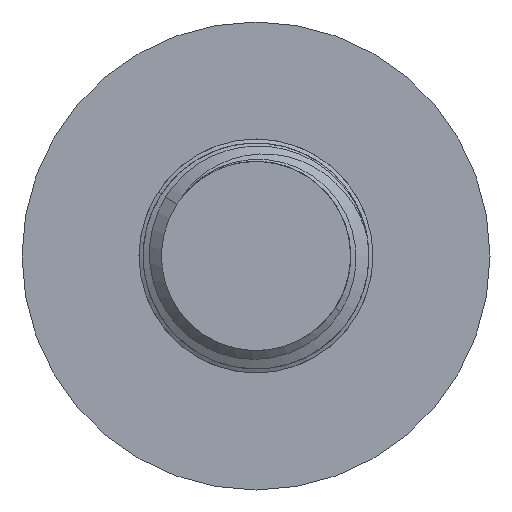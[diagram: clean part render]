
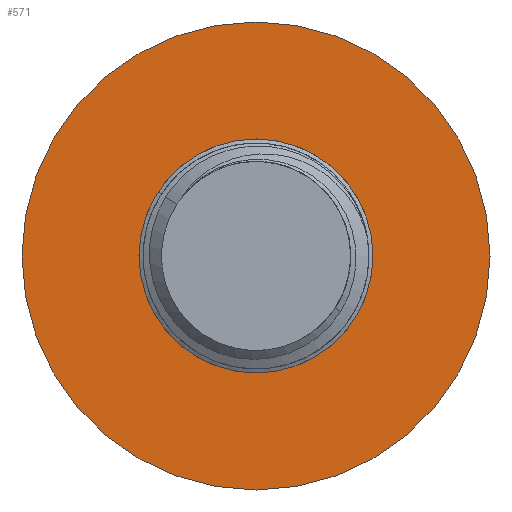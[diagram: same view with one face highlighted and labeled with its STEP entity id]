
A CAD part, front view. The second image highlights one B-rep face of the part: STEP entity #571.
In plain terms, the highlighted planar face has unit normal (0, -1, 0).
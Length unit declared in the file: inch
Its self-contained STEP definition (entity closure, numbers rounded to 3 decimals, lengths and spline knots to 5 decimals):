
#39 = EDGE_CURVE ( 'NONE', #814, #1684, #50, .T. ) ;
#50 = CIRCLE ( 'NONE', #1428, 0.3125 ) ;
#51 = CARTESIAN_POINT ( 'NONE',  ( 0., 0., 0. ) ) ;
#78 = FACE_BOUND ( 'NONE', #1424, .T. ) ;
#92 = CARTESIAN_POINT ( 'NONE',  ( 0., 0., 0.625 ) ) ;
#149 = DIRECTION ( 'NONE',  ( 0., -1., 0. ) ) ;
#183 = EDGE_CURVE ( 'NONE', #1684, #814, #767, .T. ) ;
#224 = DIRECTION ( 'NONE',  ( 0., -1., 0. ) ) ;
#235 = EDGE_CURVE ( 'NONE', #1253, #1278, #673, .T. ) ;
#342 = ORIENTED_EDGE ( 'NONE', *, *, #183, .F. ) ;
#352 = CARTESIAN_POINT ( 'NONE',  ( 0., 0., 0. ) ) ;
#361 = EDGE_LOOP ( 'NONE', ( #807, #989 ) ) ;
#442 = CARTESIAN_POINT ( 'NONE',  ( 0., 0., -0.3125 ) ) ;
#571 = ADVANCED_FACE ( 'NONE', ( #782, #78 ), #1528, .T. ) ;
#618 = AXIS2_PLACEMENT_3D ( 'NONE', #815, #954, #671 ) ;
#631 = DIRECTION ( 'NONE',  ( 0., -1., 0. ) ) ;
#640 = DIRECTION ( 'NONE',  ( 0., 0., -1. ) ) ;
#671 = DIRECTION ( 'NONE',  ( 0., 0., -1. ) ) ;
#673 = CIRCLE ( 'NONE', #1666, 0.625 ) ;
#720 = DIRECTION ( 'NONE',  ( 0., 0., -1. ) ) ;
#767 = CIRCLE ( 'NONE', #1099, 0.3125 ) ;
#782 = FACE_OUTER_BOUND ( 'NONE', #361, .T. ) ;
#788 = DIRECTION ( 'NONE',  ( 0., 0., -1. ) ) ;
#807 = ORIENTED_EDGE ( 'NONE', *, *, #1221, .T. ) ;
#814 = VERTEX_POINT ( 'NONE', #442 ) ;
#815 = CARTESIAN_POINT ( 'NONE',  ( 0.625, 0., 0. ) ) ;
#915 = AXIS2_PLACEMENT_3D ( 'NONE', #1226, #1353, #788 ) ;
#954 = DIRECTION ( 'NONE',  ( 0., -1., 0. ) ) ;
#989 = ORIENTED_EDGE ( 'NONE', *, *, #235, .T. ) ;
#1076 = DIRECTION ( 'NONE',  ( 0., 0., -1. ) ) ;
#1099 = AXIS2_PLACEMENT_3D ( 'NONE', #352, #224, #1076 ) ;
#1221 = EDGE_CURVE ( 'NONE', #1278, #1253, #1695, .T. ) ;
#1226 = CARTESIAN_POINT ( 'NONE',  ( 0., 0., 0. ) ) ;
#1253 = VERTEX_POINT ( 'NONE', #92 ) ;
#1278 = VERTEX_POINT ( 'NONE', #1656 ) ;
#1287 = ORIENTED_EDGE ( 'NONE', *, *, #39, .F. ) ;
#1353 = DIRECTION ( 'NONE',  ( 0., -1., 0. ) ) ;
#1424 = EDGE_LOOP ( 'NONE', ( #1287, #342 ) ) ;
#1428 = AXIS2_PLACEMENT_3D ( 'NONE', #1470, #149, #720 ) ;
#1470 = CARTESIAN_POINT ( 'NONE',  ( 0., 0., 0. ) ) ;
#1528 = PLANE ( 'NONE',  #618 ) ;
#1656 = CARTESIAN_POINT ( 'NONE',  ( 0., 0., -0.625 ) ) ;
#1666 = AXIS2_PLACEMENT_3D ( 'NONE', #51, #631, #640 ) ;
#1684 = VERTEX_POINT ( 'NONE', #1711 ) ;
#1695 = CIRCLE ( 'NONE', #915, 0.625 ) ;
#1711 = CARTESIAN_POINT ( 'NONE',  ( 0., 0., 0.3125 ) ) ;
